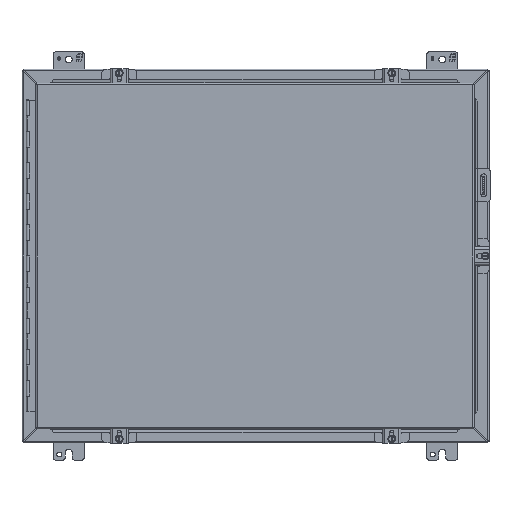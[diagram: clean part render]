
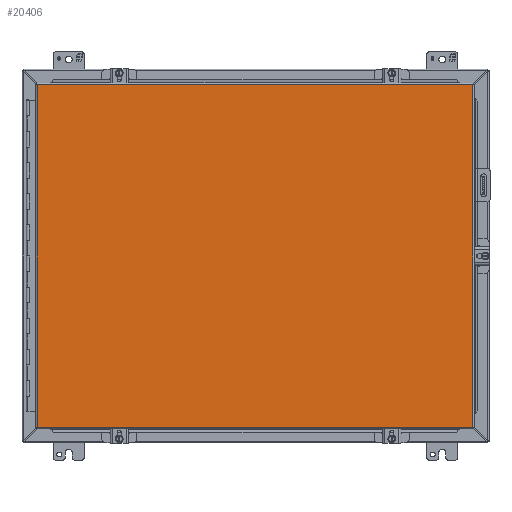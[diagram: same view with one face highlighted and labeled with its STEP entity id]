
A CAD part, front view. The second image highlights one B-rep face of the part: STEP entity #20406.
In plain terms, the highlighted planar face has unit normal (0, -1, 0).
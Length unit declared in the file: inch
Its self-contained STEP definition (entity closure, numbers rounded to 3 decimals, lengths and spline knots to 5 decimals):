
#696 = CARTESIAN_POINT ( 'NONE',  ( -14.017, -9.21, -10.9945 ) ) ;
#2683 = AXIS2_PLACEMENT_3D ( 'NONE', #28204, #28987, #25012 ) ;
#3803 = VERTEX_POINT ( 'NONE', #696 ) ;
#4784 = EDGE_CURVE ( 'NONE', #3803, #47665, #35146, .T. ) ;
#8889 = ORIENTED_EDGE ( 'NONE', *, *, #48578, .F. ) ;
#9876 = ORIENTED_EDGE ( 'NONE', *, *, #42979, .F. ) ;
#14244 = VERTEX_POINT ( 'NONE', #30915 ) ;
#14792 = CARTESIAN_POINT ( 'NONE',  ( 13.955, -9.21, 10.9945 ) ) ;
#16265 = PLANE ( 'NONE',  #2683 ) ;
#17923 = CARTESIAN_POINT ( 'NONE',  ( -14.017, -9.21, 10.9945 ) ) ;
#18909 = EDGE_LOOP ( 'NONE', ( #8889, #9876, #24778, #50335 ) ) ;
#20406 = ADVANCED_FACE ( 'NONE', ( #36694 ), #16265, .T. ) ;
#22307 = LINE ( 'NONE', #38481, #49733 ) ;
#24778 = ORIENTED_EDGE ( 'NONE', *, *, #4784, .F. ) ;
#25012 = DIRECTION ( 'NONE',  ( 0., 0., -1. ) ) ;
#26148 = CARTESIAN_POINT ( 'NONE',  ( -14.017, -9.21, -10.9945 ) ) ;
#28204 = CARTESIAN_POINT ( 'NONE',  ( -14.017, -9.21, -10.9945 ) ) ;
#28987 = DIRECTION ( 'NONE',  ( 0., -1., 0. ) ) ;
#29855 = DIRECTION ( 'NONE',  ( 1., 0., 0. ) ) ;
#30522 = DIRECTION ( 'NONE',  ( -1., 0., 0. ) ) ;
#30915 = CARTESIAN_POINT ( 'NONE',  ( 13.955, -9.21, 10.9945 ) ) ;
#31620 = CARTESIAN_POINT ( 'NONE',  ( 13.955, -9.21, -10.9945 ) ) ;
#32875 = VECTOR ( 'NONE', #51071, 39.37008 ) ;
#34692 = VECTOR ( 'NONE', #29855, 39.37008 ) ;
#35146 = LINE ( 'NONE', #26148, #32875 ) ;
#35503 = VECTOR ( 'NONE', #39205, 39.37008 ) ;
#36694 = FACE_OUTER_BOUND ( 'NONE', #18909, .T. ) ;
#38304 = CARTESIAN_POINT ( 'NONE',  ( -14.017, -9.21, 10.9945 ) ) ;
#38375 = EDGE_CURVE ( 'NONE', #46701, #3803, #22307, .T. ) ;
#38481 = CARTESIAN_POINT ( 'NONE',  ( 13.955, -9.21, -10.9945 ) ) ;
#39205 = DIRECTION ( 'NONE',  ( 0., 0., -1. ) ) ;
#42979 = EDGE_CURVE ( 'NONE', #47665, #14244, #46276, .T. ) ;
#46276 = LINE ( 'NONE', #17923, #34692 ) ;
#46701 = VERTEX_POINT ( 'NONE', #31620 ) ;
#47665 = VERTEX_POINT ( 'NONE', #38304 ) ;
#48578 = EDGE_CURVE ( 'NONE', #14244, #46701, #51142, .T. ) ;
#49733 = VECTOR ( 'NONE', #30522, 39.37008 ) ;
#50335 = ORIENTED_EDGE ( 'NONE', *, *, #38375, .F. ) ;
#51071 = DIRECTION ( 'NONE',  ( 0., 0., 1. ) ) ;
#51142 = LINE ( 'NONE', #14792, #35503 ) ;
